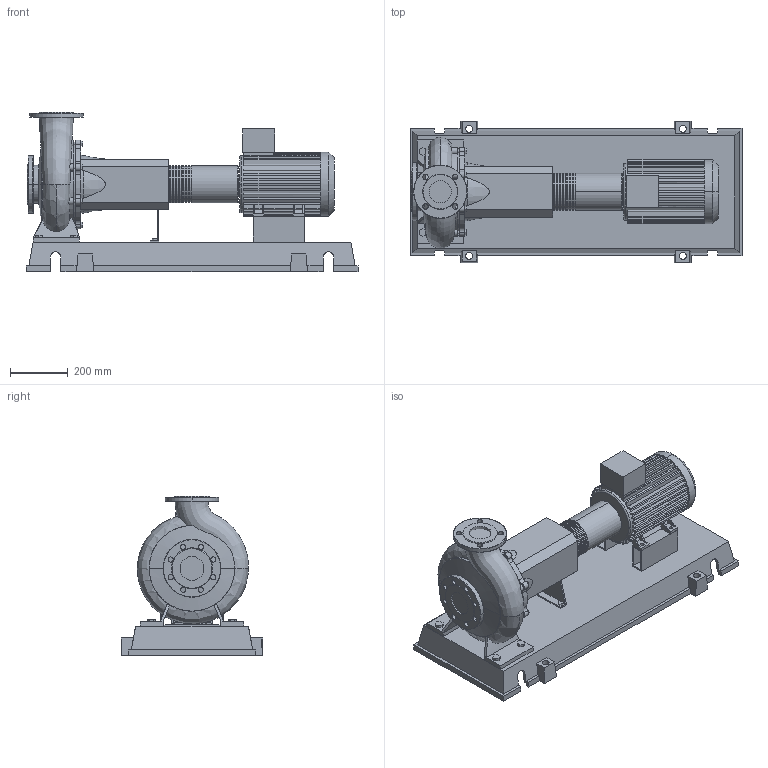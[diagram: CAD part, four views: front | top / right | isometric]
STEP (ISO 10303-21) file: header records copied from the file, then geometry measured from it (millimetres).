
FILE_DESCRIPTION((''),'2;1');
FILE_NAME('3d_NL65_250-4-4-12-4109195.stp','2015-03-03T07:17:37',(''),(''),'Mechanical Desktop 2009','Mechanical Desktop 2009',', , ');
FILE_SCHEMA(('CONFIG_CONTROL_DESIGN'));
Length unit declared in the file: millimetre
Products named in the file (1): Product
Bounding box: 1150 x 490 x 553 mm (x, y, z)
Volume: 48320038.7 mm3; surface area: 3449081.7 mm2
Topology: 13 solids, 13 shells, 859 faces, 2278 edges, 1499 vertices
Faces by surface type: plane 439, cylinder 217, bspline 181, cone 12, torus 10
Entity records: 31748 total; most frequent: CARTESIAN_POINT 10347, ORIENTED_EDGE 4558, DIRECTION 4233, EDGE_CURVE 2279, VERTEX_POINT 1498, VECTOR 1447, LINE 1447, AXIS2_PLACEMENT_3D 1393
